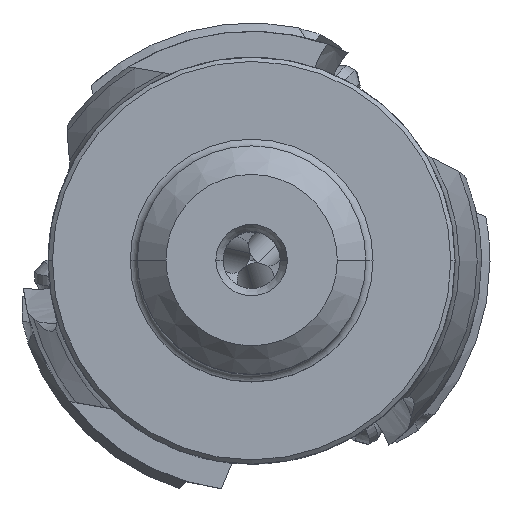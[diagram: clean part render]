
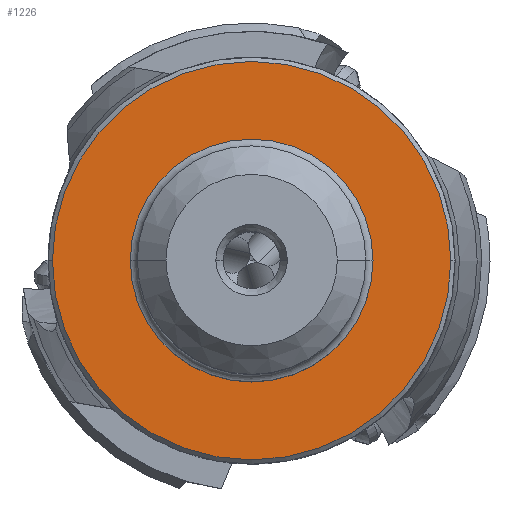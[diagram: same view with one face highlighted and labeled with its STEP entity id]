
A CAD part, top view. The second image highlights one B-rep face of the part: STEP entity #1226.
In plain terms, the highlighted planar face has unit normal (0, 0, 1).
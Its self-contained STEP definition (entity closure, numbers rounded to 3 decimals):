
#1226=ADVANCED_FACE('',(#1566,#1567),#1506,.T.);
#1506=PLANE('',#5429);
#1566=FACE_BOUND('',#1600,.T.);
#1567=FACE_BOUND('',#1601,.T.);
#1600=EDGE_LOOP('',(#1897,#1898));
#1601=EDGE_LOOP('',(#1899,#1900));
#1897=ORIENTED_EDGE('',*,*,#4105,.F.);
#1898=ORIENTED_EDGE('',*,*,#4106,.F.);
#1899=ORIENTED_EDGE('',*,*,#4107,.F.);
#1900=ORIENTED_EDGE('',*,*,#4108,.F.);
#3547=VERTEX_POINT('',#7495);
#3548=VERTEX_POINT('',#7496);
#3549=VERTEX_POINT('',#7499);
#3550=VERTEX_POINT('',#7500);
#4105=EDGE_CURVE('',#3547,#3548,#4930,.T.);
#4106=EDGE_CURVE('',#3548,#3547,#4931,.T.);
#4107=EDGE_CURVE('',#3549,#3550,#4932,.T.);
#4108=EDGE_CURVE('',#3550,#3549,#4933,.T.);
#4930=CIRCLE('',#5425,13.95);
#4931=CIRCLE('',#5426,13.95);
#4932=CIRCLE('',#5427,8.5);
#4933=CIRCLE('',#5428,8.5);
#5425=AXIS2_PLACEMENT_3D('',#7494,#6074,#6075);
#5426=AXIS2_PLACEMENT_3D('',#7497,#6076,#6077);
#5427=AXIS2_PLACEMENT_3D('',#7498,#6078,#6079);
#5428=AXIS2_PLACEMENT_3D('',#7501,#6080,#6081);
#5429=AXIS2_PLACEMENT_3D('',#7502,#6082,#6083);
#6074=DIRECTION('',(0.,0.,-1.));
#6075=DIRECTION('',(-1.,0.,0.));
#6076=DIRECTION('',(0.,0.,-1.));
#6077=DIRECTION('',(1.,0.,0.));
#6078=DIRECTION('',(0.,0.,1.));
#6079=DIRECTION('',(1.,0.,0.));
#6080=DIRECTION('',(0.,0.,1.));
#6081=DIRECTION('',(-1.,0.,0.));
#6082=DIRECTION('',(0.,0.,1.));
#6083=DIRECTION('',(1.,0.,0.));
#7494=CARTESIAN_POINT('',(0.,0.,0.));
#7495=CARTESIAN_POINT('',(-13.95,0.,0.));
#7496=CARTESIAN_POINT('',(13.95,0.,0.));
#7497=CARTESIAN_POINT('',(0.,0.,0.));
#7498=CARTESIAN_POINT('',(0.,0.,0.));
#7499=CARTESIAN_POINT('',(8.5,0.,0.));
#7500=CARTESIAN_POINT('',(-8.5,0.,0.));
#7501=CARTESIAN_POINT('',(0.,0.,0.));
#7502=CARTESIAN_POINT('',(0.,0.,0.));
